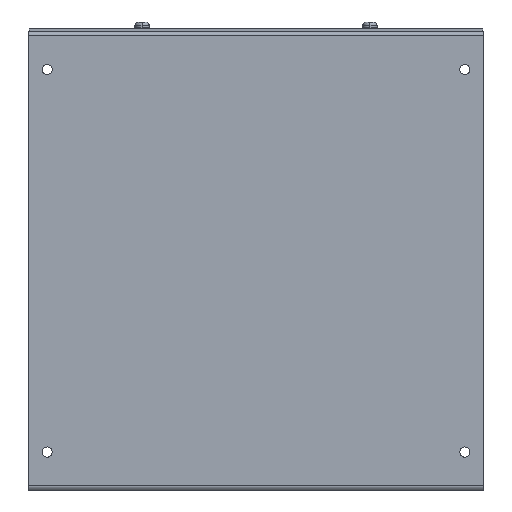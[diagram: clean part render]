
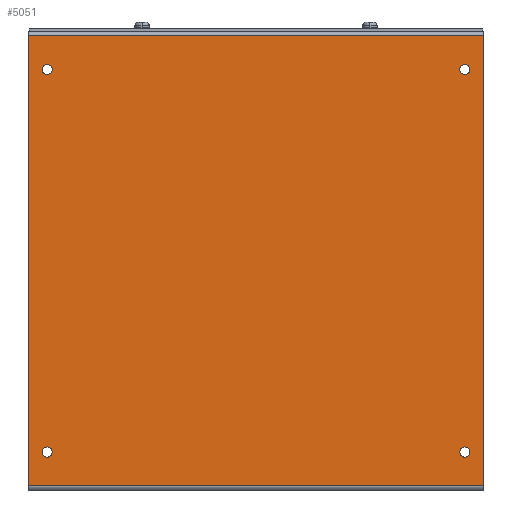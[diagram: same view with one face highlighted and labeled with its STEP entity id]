
A CAD part, left-side view. The second image highlights one B-rep face of the part: STEP entity #5051.
In plain terms, the highlighted planar face has unit normal (-1, 0, 0).
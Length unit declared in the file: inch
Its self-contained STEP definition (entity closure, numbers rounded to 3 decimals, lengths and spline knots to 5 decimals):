
#62 = CARTESIAN_POINT ( 'NONE',  ( -6.072, -5.5, 11.072 ) ) ;
#102 = DIRECTION ( 'NONE',  ( 0., 0., 1. ) ) ;
#107 = AXIS2_PLACEMENT_3D ( 'NONE', #5250, #2794, #2214 ) ;
#192 = CARTESIAN_POINT ( 'NONE',  ( -6.072, 6., 0.0625 ) ) ;
#193 = CARTESIAN_POINT ( 'NONE',  ( -6.072, -5.5, 1. ) ) ;
#328 = VECTOR ( 'NONE', #3318, 39.37008 ) ;
#366 = CARTESIAN_POINT ( 'NONE',  ( -6.072, -5.5, 1.133 ) ) ;
#374 = VERTEX_POINT ( 'NONE', #5026 ) ;
#583 = ORIENTED_EDGE ( 'NONE', *, *, #2729, .T. ) ;
#598 = DIRECTION ( 'NONE',  ( 0., 0., -1. ) ) ;
#620 = AXIS2_PLACEMENT_3D ( 'NONE', #5987, #3493, #5492 ) ;
#647 = VERTEX_POINT ( 'NONE', #4613 ) ;
#671 = PLANE ( 'NONE',  #5013 ) ;
#707 = CIRCLE ( 'NONE', #4338, 0.133 ) ;
#794 = CIRCLE ( 'NONE', #2344, 0.133 ) ;
#835 = CARTESIAN_POINT ( 'NONE',  ( -6.072, -5.5, 11.205 ) ) ;
#863 = EDGE_CURVE ( 'NONE', #6084, #3303, #5832, .T. ) ;
#880 = ORIENTED_EDGE ( 'NONE', *, *, #2846, .T. ) ;
#917 = EDGE_CURVE ( 'NONE', #374, #5825, #2646, .T. ) ;
#952 = CARTESIAN_POINT ( 'NONE',  ( -6.072, -5.5, 10.939 ) ) ;
#976 = EDGE_CURVE ( 'NONE', #647, #1259, #5619, .T. ) ;
#1025 = CIRCLE ( 'NONE', #107, 0.133 ) ;
#1033 = CARTESIAN_POINT ( 'NONE',  ( -6.072, 5.5, 1. ) ) ;
#1063 = DIRECTION ( 'NONE',  ( 0., 0., 1. ) ) ;
#1128 = EDGE_LOOP ( 'NONE', ( #4177, #4856, #1287, #2211 ) ) ;
#1151 = CARTESIAN_POINT ( 'NONE',  ( -6.072, -6., 0.072 ) ) ;
#1175 = VERTEX_POINT ( 'NONE', #366 ) ;
#1227 = LINE ( 'NONE', #3299, #2598 ) ;
#1238 = VERTEX_POINT ( 'NONE', #952 ) ;
#1259 = VERTEX_POINT ( 'NONE', #3703 ) ;
#1287 = ORIENTED_EDGE ( 'NONE', *, *, #976, .T. ) ;
#1382 = DIRECTION ( 'NONE',  ( 0., 1., 0. ) ) ;
#1451 = AXIS2_PLACEMENT_3D ( 'NONE', #4019, #3104, #5652 ) ;
#1629 = CARTESIAN_POINT ( 'NONE',  ( -6.072, 6., 0.072 ) ) ;
#1644 = EDGE_CURVE ( 'NONE', #2106, #1175, #707, .T. ) ;
#1677 = DIRECTION ( 'NONE',  ( 1., 0., 0. ) ) ;
#1707 = ORIENTED_EDGE ( 'NONE', *, *, #5066, .T. ) ;
#1928 = DIRECTION ( 'NONE',  ( 0., 1., 0. ) ) ;
#2028 = FACE_BOUND ( 'NONE', #5171, .T. ) ;
#2106 = VERTEX_POINT ( 'NONE', #4932 ) ;
#2211 = ORIENTED_EDGE ( 'NONE', *, *, #6382, .T. ) ;
#2214 = DIRECTION ( 'NONE',  ( 0., 0., 1. ) ) ;
#2269 = CIRCLE ( 'NONE', #4461, 0.133 ) ;
#2320 = VERTEX_POINT ( 'NONE', #3131 ) ;
#2344 = AXIS2_PLACEMENT_3D ( 'NONE', #1033, #3498, #5498 ) ;
#2357 = EDGE_CURVE ( 'NONE', #3303, #6084, #1025, .T. ) ;
#2516 = ORIENTED_EDGE ( 'NONE', *, *, #2357, .T. ) ;
#2548 = ORIENTED_EDGE ( 'NONE', *, *, #2717, .T. ) ;
#2598 = VECTOR ( 'NONE', #1382, 39.37008 ) ;
#2646 = LINE ( 'NONE', #1629, #3856 ) ;
#2653 = FACE_OUTER_BOUND ( 'NONE', #1128, .T. ) ;
#2698 = ORIENTED_EDGE ( 'NONE', *, *, #1644, .T. ) ;
#2717 = EDGE_CURVE ( 'NONE', #2320, #4625, #3304, .T. ) ;
#2729 = EDGE_CURVE ( 'NONE', #3917, #1238, #2269, .T. ) ;
#2794 = DIRECTION ( 'NONE',  ( 1., 0., 0. ) ) ;
#2823 = EDGE_LOOP ( 'NONE', ( #583, #880 ) ) ;
#2846 = EDGE_CURVE ( 'NONE', #1238, #3917, #5615, .T. ) ;
#3104 = DIRECTION ( 'NONE',  ( 1., 0., 0. ) ) ;
#3131 = CARTESIAN_POINT ( 'NONE',  ( -6.072, 5.5, 0.867 ) ) ;
#3140 = DIRECTION ( 'NONE',  ( 1., 0., 0. ) ) ;
#3183 = VECTOR ( 'NONE', #1928, 39.37008 ) ;
#3299 = CARTESIAN_POINT ( 'NONE',  ( -6.072, -6., 0.108 ) ) ;
#3303 = VERTEX_POINT ( 'NONE', #4597 ) ;
#3304 = CIRCLE ( 'NONE', #620, 0.133 ) ;
#3318 = DIRECTION ( 'NONE',  ( 0., 0., 1. ) ) ;
#3435 = CIRCLE ( 'NONE', #5837, 0.133 ) ;
#3438 = CARTESIAN_POINT ( 'NONE',  ( -6.072, 6., 11.964 ) ) ;
#3465 = ORIENTED_EDGE ( 'NONE', *, *, #863, .T. ) ;
#3493 = DIRECTION ( 'NONE',  ( 1., 0., 0. ) ) ;
#3498 = DIRECTION ( 'NONE',  ( 1., 0., 0. ) ) ;
#3534 = FACE_BOUND ( 'NONE', #2823, .T. ) ;
#3614 = CARTESIAN_POINT ( 'NONE',  ( -6.072, 6., 0.108 ) ) ;
#3703 = CARTESIAN_POINT ( 'NONE',  ( -6.072, -6., 11.964 ) ) ;
#3821 = EDGE_CURVE ( 'NONE', #647, #5825, #1227, .T. ) ;
#3856 = VECTOR ( 'NONE', #598, 39.37008 ) ;
#3917 = VERTEX_POINT ( 'NONE', #835 ) ;
#3941 = AXIS2_PLACEMENT_3D ( 'NONE', #5104, #3140, #5531 ) ;
#4019 = CARTESIAN_POINT ( 'NONE',  ( -6.072, 5.5, 11.072 ) ) ;
#4028 = DIRECTION ( 'NONE',  ( 0., 0., 1. ) ) ;
#4159 = CARTESIAN_POINT ( 'NONE',  ( -6.072, -5.5, 1. ) ) ;
#4177 = ORIENTED_EDGE ( 'NONE', *, *, #917, .T. ) ;
#4267 = EDGE_LOOP ( 'NONE', ( #2516, #3465 ) ) ;
#4300 = CARTESIAN_POINT ( 'NONE',  ( -6.072, 5.5, 1.133 ) ) ;
#4332 = EDGE_LOOP ( 'NONE', ( #1707, #2698 ) ) ;
#4338 = AXIS2_PLACEMENT_3D ( 'NONE', #193, #5201, #102 ) ;
#4461 = AXIS2_PLACEMENT_3D ( 'NONE', #62, #5625, #1063 ) ;
#4551 = FACE_BOUND ( 'NONE', #4267, .T. ) ;
#4597 = CARTESIAN_POINT ( 'NONE',  ( -6.072, 5.5, 11.205 ) ) ;
#4613 = CARTESIAN_POINT ( 'NONE',  ( -6.072, -6., 0.108 ) ) ;
#4625 = VERTEX_POINT ( 'NONE', #4300 ) ;
#4641 = FACE_BOUND ( 'NONE', #4332, .T. ) ;
#4856 = ORIENTED_EDGE ( 'NONE', *, *, #3821, .F. ) ;
#4919 = ORIENTED_EDGE ( 'NONE', *, *, #6406, .T. ) ;
#4932 = CARTESIAN_POINT ( 'NONE',  ( -6.072, -5.5, 0.867 ) ) ;
#5013 = AXIS2_PLACEMENT_3D ( 'NONE', #192, #6121, #4028 ) ;
#5026 = CARTESIAN_POINT ( 'NONE',  ( -6.072, 6., 11.964 ) ) ;
#5051 = ADVANCED_FACE ( 'NONE', ( #2653, #4641, #3534, #2028, #4551 ), #671, .T. ) ;
#5066 = EDGE_CURVE ( 'NONE', #1175, #2106, #3435, .T. ) ;
#5070 = DIRECTION ( 'NONE',  ( 0., 0., 1. ) ) ;
#5104 = CARTESIAN_POINT ( 'NONE',  ( -6.072, -5.5, 11.072 ) ) ;
#5171 = EDGE_LOOP ( 'NONE', ( #4919, #2548 ) ) ;
#5201 = DIRECTION ( 'NONE',  ( 1., 0., 0. ) ) ;
#5250 = CARTESIAN_POINT ( 'NONE',  ( -6.072, 5.5, 11.072 ) ) ;
#5492 = DIRECTION ( 'NONE',  ( 0., 0., 1. ) ) ;
#5498 = DIRECTION ( 'NONE',  ( 0., 0., 1. ) ) ;
#5531 = DIRECTION ( 'NONE',  ( 0., 0., 1. ) ) ;
#5615 = CIRCLE ( 'NONE', #3941, 0.133 ) ;
#5619 = LINE ( 'NONE', #1151, #328 ) ;
#5625 = DIRECTION ( 'NONE',  ( 1., 0., 0. ) ) ;
#5652 = DIRECTION ( 'NONE',  ( 0., 0., 1. ) ) ;
#5825 = VERTEX_POINT ( 'NONE', #3614 ) ;
#5832 = CIRCLE ( 'NONE', #1451, 0.133 ) ;
#5837 = AXIS2_PLACEMENT_3D ( 'NONE', #4159, #1677, #5070 ) ;
#5987 = CARTESIAN_POINT ( 'NONE',  ( -6.072, 5.5, 1. ) ) ;
#6084 = VERTEX_POINT ( 'NONE', #6363 ) ;
#6121 = DIRECTION ( 'NONE',  ( -1., 0., 0. ) ) ;
#6363 = CARTESIAN_POINT ( 'NONE',  ( -6.072, 5.5, 10.939 ) ) ;
#6382 = EDGE_CURVE ( 'NONE', #1259, #374, #6419, .T. ) ;
#6406 = EDGE_CURVE ( 'NONE', #4625, #2320, #794, .T. ) ;
#6419 = LINE ( 'NONE', #3438, #3183 ) ;
